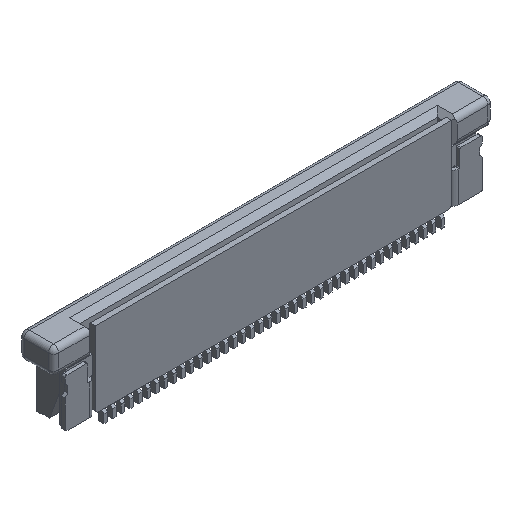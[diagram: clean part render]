
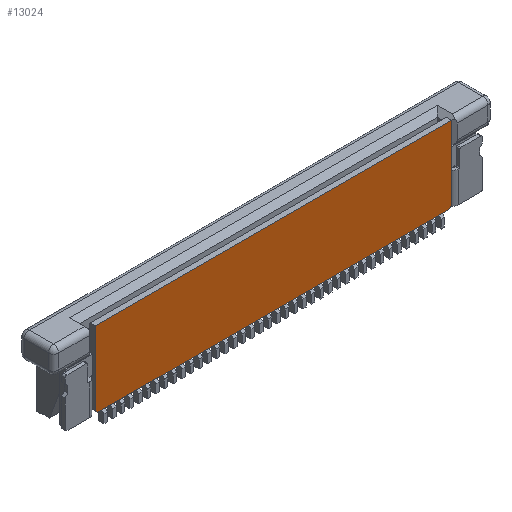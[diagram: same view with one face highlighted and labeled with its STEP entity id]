
A CAD part, isometric view. The second image highlights one B-rep face of the part: STEP entity #13024.
In plain terms, the highlighted planar face has unit normal (0, -1, 0).
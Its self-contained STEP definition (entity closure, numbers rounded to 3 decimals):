
#903=FACE_OUTER_BOUND('',#1589,.T.);
#1589=EDGE_LOOP('',(#11326,#11327,#11328,#11329,#11330,#11331));
#1726=LINE('',#17351,#3364);
#1909=LINE('',#17724,#3547);
#1919=LINE('',#17748,#3557);
#2030=LINE('',#18020,#3668);
#3235=LINE('',#20628,#4873);
#3236=LINE('',#20630,#4874);
#3364=VECTOR('',#14091,20.3);
#3547=VECTOR('',#14288,0.212);
#3557=VECTOR('',#14304,4.26);
#3668=VECTOR('',#14547,4.26);
#4873=VECTOR('',#17002,20.6);
#4874=VECTOR('',#17005,0.212);
#4987=VERTEX_POINT('',#17347);
#4988=VERTEX_POINT('',#17349);
#5171=VERTEX_POINT('',#17723);
#5182=VERTEX_POINT('',#17747);
#5276=VERTEX_POINT('',#18017);
#5277=VERTEX_POINT('',#18019);
#6198=EDGE_CURVE('',#4987,#4988,#1726,.T.);
#6385=EDGE_CURVE('',#5171,#4987,#1909,.T.);
#6397=EDGE_CURVE('',#5182,#5171,#1919,.T.);
#6535=EDGE_CURVE('',#5276,#5277,#2030,.T.);
#7823=EDGE_CURVE('',#5182,#5276,#3235,.T.);
#7824=EDGE_CURVE('',#4988,#5277,#3236,.T.);
#11326=ORIENTED_EDGE('',*,*,#6385,.T.);
#11327=ORIENTED_EDGE('',*,*,#6198,.T.);
#11328=ORIENTED_EDGE('',*,*,#7824,.T.);
#11329=ORIENTED_EDGE('',*,*,#6535,.F.);
#11330=ORIENTED_EDGE('',*,*,#7823,.F.);
#11331=ORIENTED_EDGE('',*,*,#6397,.T.);
#11965=PLANE('',#13822);
#13024=ADVANCED_FACE('',(#903),#11965,.T.);
#13822=AXIS2_PLACEMENT_3D('',#20629,#17003,#17004);
#14091=DIRECTION('',(1.,0.,0.));
#14288=DIRECTION('',(0.707,0.,-0.707));
#14304=DIRECTION('',(0.,0.,-1.));
#14547=DIRECTION('',(0.,0.,-1.));
#17002=DIRECTION('',(1.,0.,0.));
#17003=DIRECTION('center_axis',(0.,-1.,0.));
#17004=DIRECTION('ref_axis',(-1.,0.,0.));
#17005=DIRECTION('',(0.707,0.,0.707));
#17347=CARTESIAN_POINT('',(-10.15,-1.,-4.4));
#17349=CARTESIAN_POINT('',(10.15,-1.,-4.4));
#17351=CARTESIAN_POINT('',(-10.15,-1.,-4.4));
#17723=CARTESIAN_POINT('',(-10.3,-1.,-4.25));
#17724=CARTESIAN_POINT('',(-10.3,-1.,-4.25));
#17747=CARTESIAN_POINT('',(-10.3,-1.,0.01));
#17748=CARTESIAN_POINT('',(-10.3,-1.,0.01));
#18017=CARTESIAN_POINT('',(10.3,-1.,0.01));
#18019=CARTESIAN_POINT('',(10.3,-1.,-4.25));
#18020=CARTESIAN_POINT('',(10.3,-1.,0.01));
#20628=CARTESIAN_POINT('',(-10.3,-1.,0.01));
#20629=CARTESIAN_POINT('Origin',(10.15,-1.,-4.4));
#20630=CARTESIAN_POINT('',(10.15,-1.,-4.4));
